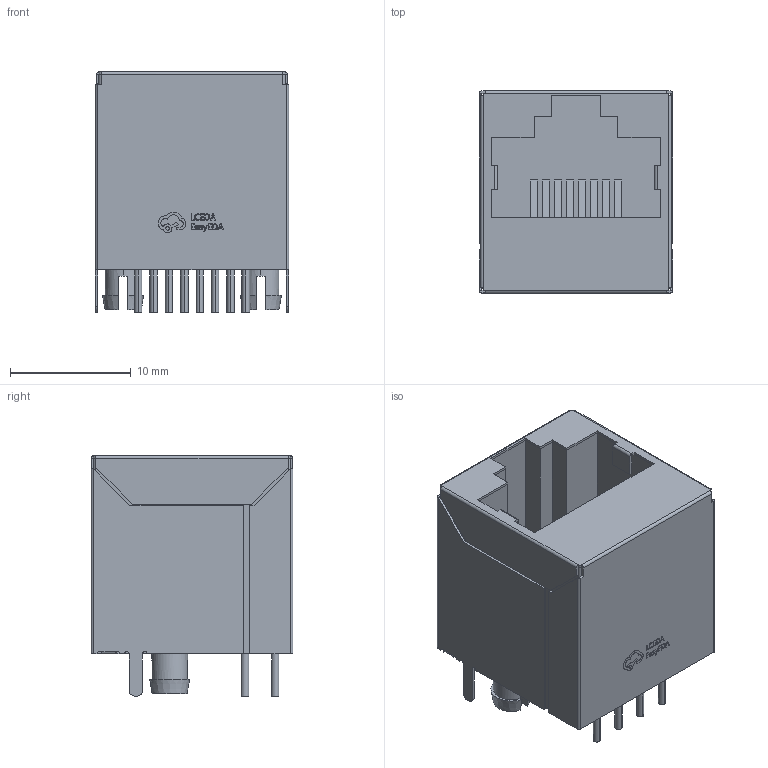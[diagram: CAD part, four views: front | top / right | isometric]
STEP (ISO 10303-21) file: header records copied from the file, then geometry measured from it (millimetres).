
FILE_DESCRIPTION (( 'STEP AP214' ), '1' );
FILE_NAME ('RJ45-KH-5224-8P8C.step', '2022-07-09T14:32:39', ( '' ), ( '' ), 'SwSTEP 2.0', 'SolidWorks 2020', '' );
FILE_SCHEMA (( 'AUTOMOTIVE_DESIGN' ));
Length unit declared in the file: millimetre
Products named in the file (1): RJ45-KH-5224-8P8C
Bounding box: 16 x 16.7 x 19.9 mm (x, y, z)
Volume: 2999.4 mm3; surface area: 4758.1 mm2
Topology: 2 solids, 2 shells, 566 faces, 1503 edges, 978 vertices
Faces by surface type: plane 386, bspline 112, cylinder 64, cone 4
Entity records: 24912 total; most frequent: CARTESIAN_POINT 5264, ORIENTED_EDGE 3006, DIRECTION 2301, EDGE_CURVE 1503, VECTOR 1111, LINE 1111, VERTEX_POINT 978, EDGE_LOOP 621
